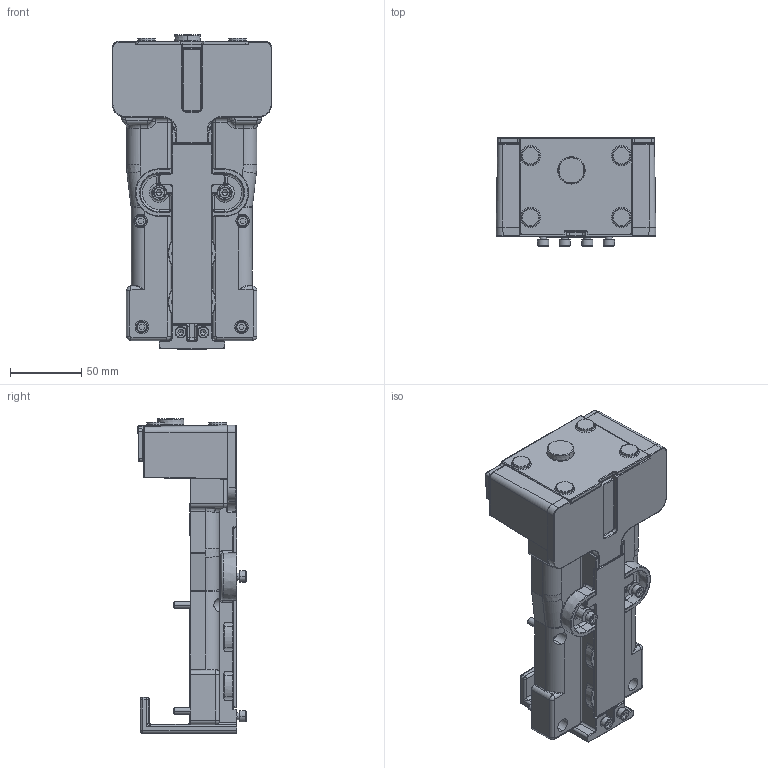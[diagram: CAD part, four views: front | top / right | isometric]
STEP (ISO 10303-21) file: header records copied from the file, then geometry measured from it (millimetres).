
FILE_DESCRIPTION (( 'STEP AP214' ), '1' );
FILE_NAME ('7020_Remote_ChargerDD.STEP', '2010-07-07T18:32:02', ( 'Rick' ), ( '' ), 'SwSTEP 2.0', 'SolidWorks 2010', '' );
FILE_SCHEMA (( 'AUTOMOTIVE_DESIGN' ));
Length unit declared in the file: inch
Products named in the file (11): Products.Monitors.70XX-EXM_Transmitters-7020-EXM_Handheld-Docking_Station7020 (00007020)Handheld Transmitter with Docking Station 7020-EXM110NULL; Products.Monitors.70XX-EXM_Transmitters-7020-EXM_Handheld-Docking_Station81601001Docking Station Sub-Assy - 7020-EXM100NULL; Products.Monitors.70XX-EXM_Transmitters-7020-EXM_Handheld-Docking_Station17626000Base - Bottom 7020-EXM40NULL; Products.Monitors.70XX-EXM_Transmitters-7020-EXM_Handheld-Docking_Station17625000Base - Top 7020-EXM50NULL; Products.Monitors.70XX-EXM_Transmitters-7020-EXM_Handheld-Docking_Station23669000Cover - Top Base 7020-EXM50NULL; Products.Monitors.70XX-EXM_Transmitters-7020-EXM_Handheld-Docking_Station23670000Bottom Base Cover 7020-EXM20NULL; Products.Monitors.70XX-EXM_Transmitters-7020-EXM_Handheld-Docking_Station81600001Battery Pack Sub-Assy - EXM120NULL; Products.Monitors.70XX-EXM_Transmitters-7020-EXM_Handheld-Docking_Station16596000Base - Battery Pack80NULL; Hardware.Screws-Machine Screws64085000Screw-Mach (10-24 x 0.750-lg) Soc Hd Cap SS10NULL; Hardware.Screws-Machine Screws61212000Screw-Mach (10-24 x 0.375-lg) Soc Hd Cap SSREL20NULL; 7020_Remote_ChargerDD
Assembly tree (18 placements, depth 4):
  7020_Remote_ChargerDD
    Products.Monitors.70XX-EXM_Transmitters-7020-EXM_Handheld-Docking_Station7020 (00007020)Handheld Transmitter with Docking Station 7020-EXM110NULL
      Products.Monitors.70XX-EXM_Transmitters-7020-EXM_Handheld-Docking_Station81601001Docking Station Sub-Assy - 7020-EXM100NULL
        Products.Monitors.70XX-EXM_Transmitters-7020-EXM_Handheld-Docking_Station17626000Base - Bottom 7020-EXM40NULL
        Products.Monitors.70XX-EXM_Transmitters-7020-EXM_Handheld-Docking_Station17625000Base - Top 7020-EXM50NULL
        Products.Monitors.70XX-EXM_Transmitters-7020-EXM_Handheld-Docking_Station23669000Cover - Top Base 7020-EXM50NULL
        Products.Monitors.70XX-EXM_Transmitters-7020-EXM_Handheld-Docking_Station23670000Bottom Base Cover 7020-EXM20NULL
      Hardware.Screws-Machine Screws61212000Screw-Mach (10-24 x 0.375-lg) Soc Hd Cap SSREL20NULL  x4
      Hardware.Screws-Machine Screws64085000Screw-Mach (10-24 x 0.750-lg) Soc Hd Cap SS10NULL  x6
      Products.Monitors.70XX-EXM_Transmitters-7020-EXM_Handheld-Docking_Station81600001Battery Pack Sub-Assy - EXM120NULL
        Products.Monitors.70XX-EXM_Transmitters-7020-EXM_Handheld-Docking_Station16596000Base - Battery Pack80NULL
Bounding box: 111.92 x 75.77 x 220.34 mm (x, y, z)
Volume: 396822.4 mm3; surface area: 181129.8 mm2
Topology: 15 solids, 15 shells, 2214 faces, 5234 edges, 2917 vertices
Faces by surface type: cylinder 899, plane 483, bspline 417, torus 240, cone 89, sphere 86
Entity records: 94354 total; most frequent: CARTESIAN_POINT 32928, ORIENTED_EDGE 9378, DIRECTION 8363, EDGE_CURVE 4689, AXIS2_PLACEMENT_3D 3301, VERTEX_POINT 2682, EDGE_LOOP 2065, FACE_OUTER_BOUND 2034
